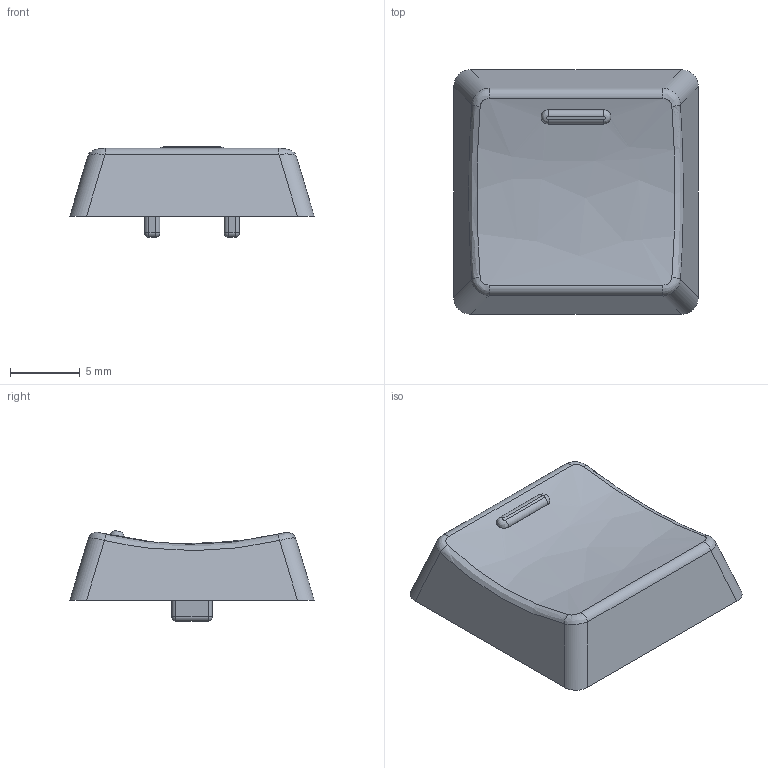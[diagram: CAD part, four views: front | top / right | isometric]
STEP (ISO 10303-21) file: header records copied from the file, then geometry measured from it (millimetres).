
FILE_DESCRIPTION(('HOOPS Exchange Step'),'2;1');
FILE_NAME('temp_export','2025-04-24T14:19:47-04:00',('jscotto'),('Shapr3D Limited'),'HOOPS Exchange 2024.8','Shapr3D','Authorized');
FILE_SCHEMA( ('AP242_MANAGED_MODEL_BASED_3D_ENGINEERING_MIM_LF {1 0 10303 442 1 1 4}') );
Length unit declared in the file: millimetre
Products named in the file (1): 1.00u (18x18 - Homing - Concave)
Bounding box: 17.5 x 17.5 x 6.47 mm (x, y, z)
Volume: 725.6 mm3; surface area: 950.2 mm2
Topology: 1 solids, 1 shells, 68 faces, 156 edges, 86 vertices
Faces by surface type: cylinder 24, plane 22, bspline 14, sphere 8
Entity records: 4960 total; most frequent: CARTESIAN_POINT 3498, ORIENTED_EDGE 296, DIRECTION 286, EDGE_CURVE 148, AXIS2_PLACEMENT_3D 104, VERTEX_POINT 86, VECTOR 78, LINE 78
